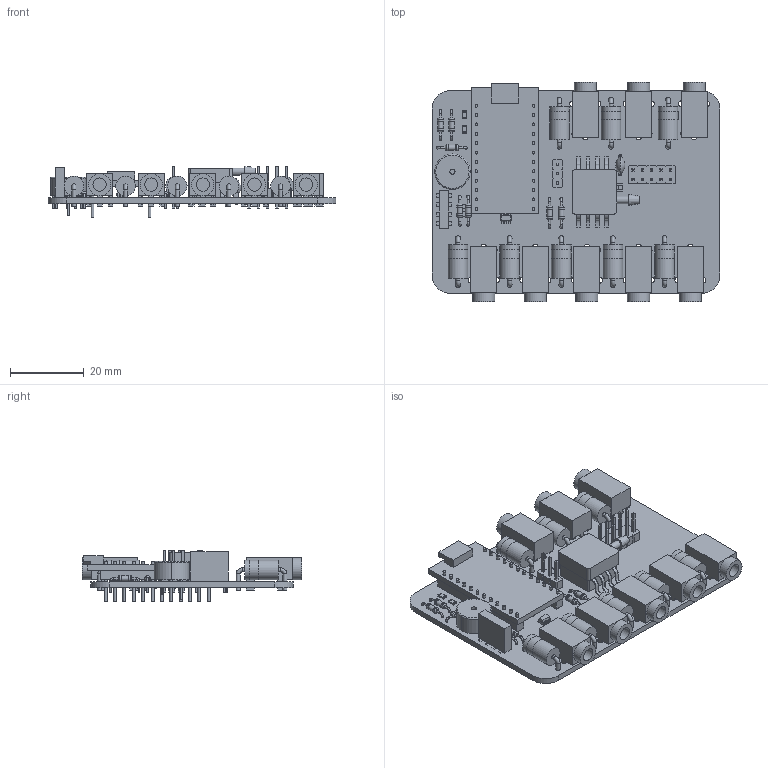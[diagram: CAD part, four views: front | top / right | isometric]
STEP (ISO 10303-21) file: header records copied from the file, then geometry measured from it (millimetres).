
FILE_DESCRIPTION(('KiCad electronic assembly'),'2;1');
FILE_NAME('FABI_schematic_withoutDisplay.step','2021-02-09T14:19:23',( 'An Author'),('A Company'),'Open CASCADE STEP processor 6.9', 'KiCad to STEP converter','Unknown');
FILE_SCHEMA(('AUTOMOTIVE_DESIGN { 1 0 10303 214 1 1 1 1 }'));
Length unit declared in the file: millimetre
Products named in the file (29): Open CASCADE STEP translator 6.9 1; 91601-304LF; COMPOUND; R_Axial_DIN0204_L3.6mm_D1.6mm_P7.62mm_Horizontal; SOLID; ProMicro; R_0805_2012Metric; JackPlug_FC68125; C_0805_2012Metric; C_Disc_D5.0mm_W2.5mm_P5.00mm; D_DO-201AE_P12.70mm_Horizontal; PinHeader_2x05_P2.54mm_Vertical; CUI_DEVICES_CMI-9605IC-0380T; PinHeader_1x03_P2.54mm_Vertical; SOT-23-5; mp
Assembly tree (55 placements, depth 3):
  Open CASCADE STEP translator 6.9 1
    91601-304LF
      COMPOUND
    R_Axial_DIN0204_L3.6mm_D1.6mm_P7.62mm_Horizontal  x7
      SOLID
    ProMicro
      SOLID
    R_0805_2012Metric  x7
      SOLID
    JackPlug_FC68125  x8
      SOLID
    C_0805_2012Metric
      SOLID
    C_Disc_D5.0mm_W2.5mm_P5.00mm
      SOLID
    D_DO-201AE_P12.70mm_Horizontal  x8
      SOLID
    PinHeader_2x05_P2.54mm_Vertical
      SOLID
    CUI_DEVICES_CMI-9605IC-0380T
      SOLID
    PinHeader_1x03_P2.54mm_Vertical
      SOLID
    SOT-23-5  x2
      SOLID
    mp
      SOLID
      COMPOUND
    COMPOUND
Bounding box: 78 x 59.6 x 14.08 mm (x, y, z)
Volume: 16568.9 mm3; surface area: 20866.5 mm2
Topology: 73 solids, 73 shells, 1690 faces, 3808 edges, 2432 vertices
Faces by surface type: plane 1111, cylinder 454, bspline 58, torus 46, extrusion 16, revolution 2, sphere 2, cone 1
Full cylindrical faces by diameter (mm): 0.5 x32, 0.7 x14, 0.762 x24, 0.8 x52, 1 x17, 1.1 x48, 1.2 x16, 1.3 x16, 1.434 x1, 1.44 x7, 1.523 x24, 1.6 x14, 1.613 x16, 2 x1, 3.6 x8, 5.3 x16, 5.32 x8, 6 x8
Entity records: 63008 total; most frequent: CARTESIAN_POINT 11245, DIRECTION 8997, VECTOR 5374, LINE 5358, ORIENTED_EDGE 4448, PCURVE 4448, DEFINITIONAL_REPRESENTATION 4448, EDGE_CURVE 2224
